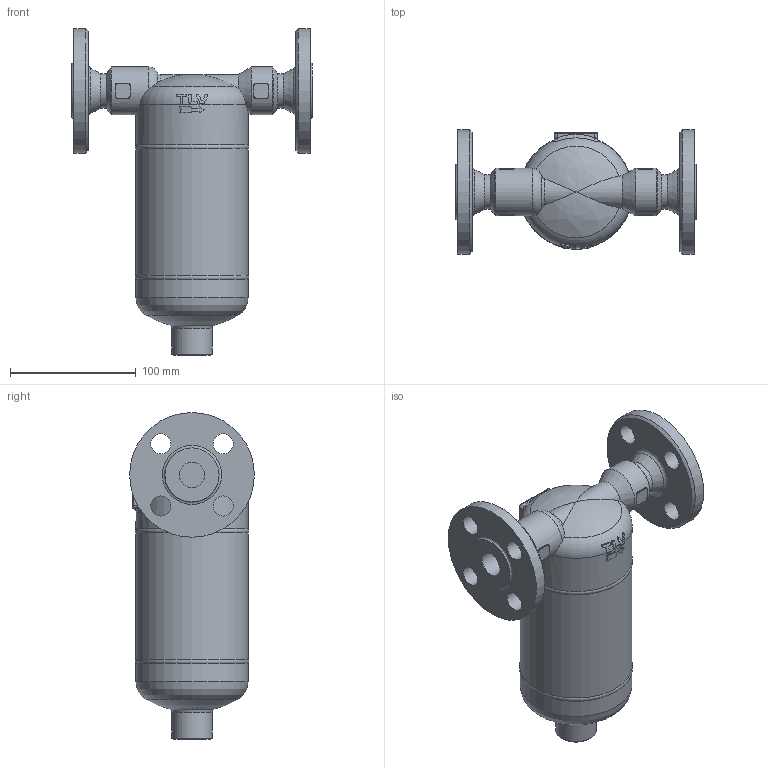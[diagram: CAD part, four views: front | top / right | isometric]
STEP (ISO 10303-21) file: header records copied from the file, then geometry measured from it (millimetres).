
FILE_DESCRIPTION((''),'2;1');
FILE_NAME('dc700-020-a0150-00.stp','2010-10-21T09:30:51',('nakaot'),(''),'Autodesk Inventor 2008','Autodesk Inventor 2008','');
FILE_SCHEMA(('AUTOMOTIVE_DESIGN { 1 0 10303 214 1 1 1 1 }'));
Length unit declared in the file: millimetre
Products named in the file (1): dc700-020-a0150-00
Bounding box: 191 x 99 x 259.5 mm (x, y, z)
Volume: 1394480.2 mm3; surface area: 115816.6 mm2
Topology: 1 solids, 1 shells, 230 faces, 582 edges, 349 vertices
Faces by surface type: cylinder 80, bspline 67, plane 49, torus 26, cone 7, sphere 1
Full cylindrical faces by diameter (mm): 16 x4, 20 x1, 27.2 x1, 32 x1, 38 x2, 89 x2, 89.1 x1, 99 x1
Entity records: 9453 total; most frequent: CARTESIAN_POINT 4504, ORIENTED_EDGE 1014, DIRECTION 969, EDGE_CURVE 507, AXIS2_PLACEMENT_3D 410, VERTEX_POINT 331, EDGE_LOOP 298, CIRCLE 234
